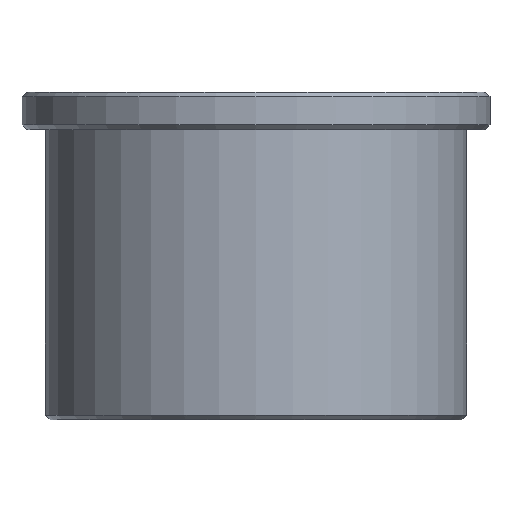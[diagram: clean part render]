
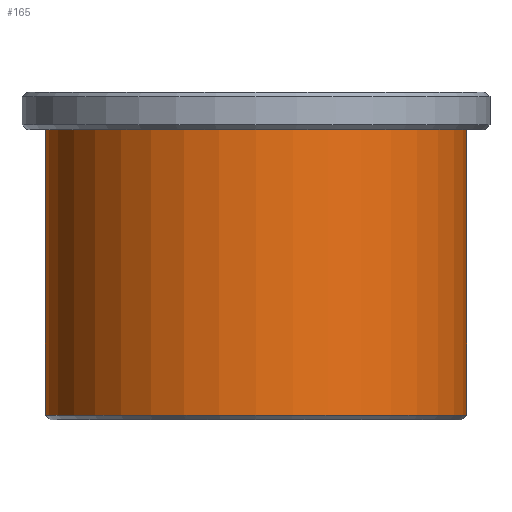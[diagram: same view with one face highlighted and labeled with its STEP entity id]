
A CAD part, front view. The second image highlights one B-rep face of the part: STEP entity #165.
In plain terms, the highlighted cylindrical face has radius 45 mm (diameter 90 mm), a full revolution.
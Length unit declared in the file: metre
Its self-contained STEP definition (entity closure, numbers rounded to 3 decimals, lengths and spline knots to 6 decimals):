
#165=ADVANCED_FACE('',(#204,#205),#206,.T.);
#204=FACE_OUTER_BOUND('',#3153,.T.);
#205=FACE_OUTER_BOUND('',#3154,.T.);
#206=CYLINDRICAL_SURFACE('',#3155,0.045);
#3153=EDGE_LOOP('',(#6137));
#3154=EDGE_LOOP('',(#6138));
#3155=AXIS2_PLACEMENT_3D('',#6139,#6140,#6141);
#6137=ORIENTED_EDGE('',*,*,#6177,.T.);
#6138=ORIENTED_EDGE('',*,*,#6176,.F.);
#6139=CARTESIAN_POINT('',(0.0,0.0,0.0));
#6140=DIRECTION('',(0.0,0.,-1.0));
#6141=DIRECTION('',(0.0,1.0,0.));
#6176=EDGE_CURVE('',#6215,#6215,#6216,.T.);
#6177=EDGE_CURVE('',#6217,#6217,#6218,.T.);
#6215=VERTEX_POINT('',#6381);
#6216=CIRCLE('',#6382,0.045);
#6217=VERTEX_POINT('',#6383);
#6218=CIRCLE('',#6384,0.045);
#6381=CARTESIAN_POINT('',(0.0,0.045,0.001));
#6382=AXIS2_PLACEMENT_3D('',#6427,#6428,#6429);
#6383=CARTESIAN_POINT('',(0.0,0.045,0.062));
#6384=AXIS2_PLACEMENT_3D('',#6430,#6431,#6432);
#6427=CARTESIAN_POINT('',(0.0,0.0,0.001));
#6428=DIRECTION('',(0.0,0.,-1.0));
#6429=DIRECTION('',(0.0,1.0,0.));
#6430=CARTESIAN_POINT('',(0.0,0.,0.062));
#6431=DIRECTION('',(0.0,0.,-1.0));
#6432=DIRECTION('',(0.0,1.0,0.));
